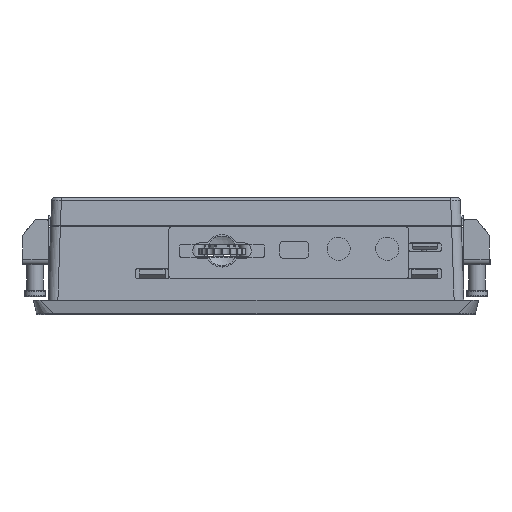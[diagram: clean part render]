
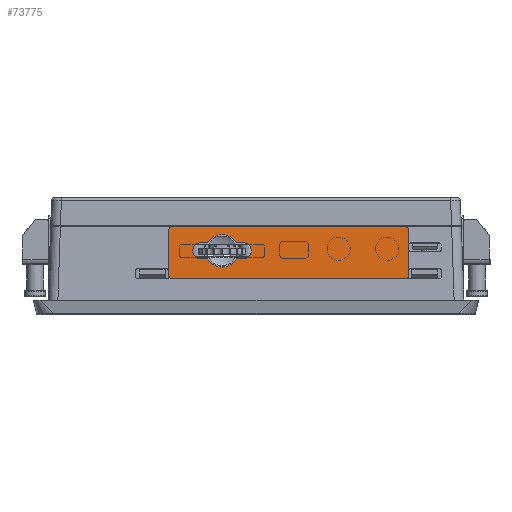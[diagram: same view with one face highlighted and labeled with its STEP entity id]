
A CAD part, left-side view. The second image highlights one B-rep face of the part: STEP entity #73775.
In plain terms, the highlighted planar face has unit normal (-0.999, 0, 0.035).
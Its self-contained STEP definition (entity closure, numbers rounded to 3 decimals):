
#4197=LINE('',#112863,#11892);
#4199=LINE('',#112876,#11894);
#4205=LINE('',#112891,#11900);
#4207=LINE('',#112904,#11902);
#5361=LINE('',#116660,#13056);
#5362=LINE('',#116664,#13057);
#5363=LINE('',#116668,#13058);
#5364=LINE('',#116671,#13059);
#11892=VECTOR('',#89080,10.);
#11894=VECTOR('',#89094,10.);
#11900=VECTOR('',#89108,10.);
#11902=VECTOR('',#89122,10.);
#13056=VECTOR('',#91636,10.);
#13057=VECTOR('',#91639,10.);
#13058=VECTOR('',#91642,10.);
#13059=VECTOR('',#91645,10.);
#18652=PLANE('',#78904);
#20351=FACE_BOUND('',#26827,.T.);
#22517=FACE_OUTER_BOUND('',#26826,.T.);
#26826=EDGE_LOOP('',(#58186,#58187,#58188,#58189,#58190,#58191,#58192,#58193));
#26827=EDGE_LOOP('',(#58194,#58195,#58196,#58197,#58198,#58199,#58200,#58201));
#30326=CIRCLE('',#78211,2.5);
#30330=CIRCLE('',#78217,5.);
#30332=CIRCLE('',#78221,2.5);
#30336=CIRCLE('',#78227,5.);
#30532=CIRCLE('',#78905,1.);
#30533=CIRCLE('',#78906,1.);
#30534=CIRCLE('',#78907,1.);
#30535=CIRCLE('',#78908,1.);
#33743=VERTEX_POINT('',#112857);
#33745=VERTEX_POINT('',#112861);
#33746=VERTEX_POINT('',#112865);
#33750=VERTEX_POINT('',#112875);
#33752=VERTEX_POINT('',#112881);
#33755=VERTEX_POINT('',#112888);
#33756=VERTEX_POINT('',#112893);
#33760=VERTEX_POINT('',#112903);
#34804=VERTEX_POINT('',#116656);
#34805=VERTEX_POINT('',#116657);
#34806=VERTEX_POINT('',#116659);
#34807=VERTEX_POINT('',#116661);
#34808=VERTEX_POINT('',#116663);
#34809=VERTEX_POINT('',#116665);
#34810=VERTEX_POINT('',#116667);
#34811=VERTEX_POINT('',#116669);
#42001=EDGE_CURVE('',#33743,#33745,#4197,.T.);
#42002=EDGE_CURVE('',#33743,#33746,#30326,.T.);
#42007=EDGE_CURVE('',#33750,#33746,#4199,.T.);
#42010=EDGE_CURVE('',#33752,#33750,#30330,.T.);
#42015=EDGE_CURVE('',#33755,#33752,#4205,.T.);
#42016=EDGE_CURVE('',#33755,#33756,#30332,.T.);
#42021=EDGE_CURVE('',#33760,#33756,#4207,.T.);
#42024=EDGE_CURVE('',#33745,#33760,#30336,.T.);
#43500=EDGE_CURVE('',#34804,#34805,#30532,.T.);
#43501=EDGE_CURVE('',#34804,#34806,#5361,.T.);
#43502=EDGE_CURVE('',#34807,#34806,#30533,.T.);
#43503=EDGE_CURVE('',#34807,#34808,#5362,.T.);
#43504=EDGE_CURVE('',#34809,#34808,#30534,.T.);
#43505=EDGE_CURVE('',#34809,#34810,#5363,.T.);
#43506=EDGE_CURVE('',#34811,#34810,#30535,.T.);
#43507=EDGE_CURVE('',#34811,#34805,#5364,.T.);
#58186=ORIENTED_EDGE('',*,*,#43500,.F.);
#58187=ORIENTED_EDGE('',*,*,#43501,.T.);
#58188=ORIENTED_EDGE('',*,*,#43502,.F.);
#58189=ORIENTED_EDGE('',*,*,#43503,.T.);
#58190=ORIENTED_EDGE('',*,*,#43504,.F.);
#58191=ORIENTED_EDGE('',*,*,#43505,.T.);
#58192=ORIENTED_EDGE('',*,*,#43506,.F.);
#58193=ORIENTED_EDGE('',*,*,#43507,.T.);
#58194=ORIENTED_EDGE('',*,*,#42024,.T.);
#58195=ORIENTED_EDGE('',*,*,#42021,.T.);
#58196=ORIENTED_EDGE('',*,*,#42016,.F.);
#58197=ORIENTED_EDGE('',*,*,#42015,.T.);
#58198=ORIENTED_EDGE('',*,*,#42010,.T.);
#58199=ORIENTED_EDGE('',*,*,#42007,.T.);
#58200=ORIENTED_EDGE('',*,*,#42002,.F.);
#58201=ORIENTED_EDGE('',*,*,#42001,.T.);
#73775=ADVANCED_FACE('',(#22517,#20351),#18652,.F.);
#78211=AXIS2_PLACEMENT_3D('',#112866,#89083,#89084);
#78217=AXIS2_PLACEMENT_3D('',#112882,#89099,#89100);
#78221=AXIS2_PLACEMENT_3D('',#112894,#89111,#89112);
#78227=AXIS2_PLACEMENT_3D('',#112909,#89127,#89128);
#78904=AXIS2_PLACEMENT_3D('',#116655,#91632,#91633);
#78905=AXIS2_PLACEMENT_3D('',#116658,#91634,#91635);
#78906=AXIS2_PLACEMENT_3D('',#116662,#91637,#91638);
#78907=AXIS2_PLACEMENT_3D('',#116666,#91640,#91641);
#78908=AXIS2_PLACEMENT_3D('',#116670,#91643,#91644);
#89080=DIRECTION('',(0.,1.,0.));
#89083=DIRECTION('center_axis',(-0.999,0.,
0.035));
#89084=DIRECTION('ref_axis',(-0.025,-0.707,-0.707));
#89094=DIRECTION('',(0.,-1.,0.));
#89099=DIRECTION('center_axis',(0.999,0.,
-0.035));
#89100=DIRECTION('ref_axis',(0.,-1.,0.));
#89108=DIRECTION('',(0.,-1.,0.));
#89111=DIRECTION('center_axis',(-0.999,0.,
0.035));
#89112=DIRECTION('ref_axis',(0.025,0.707,0.707));
#89122=DIRECTION('',(0.,1.,0.));
#89127=DIRECTION('center_axis',(0.999,0.,
-0.035));
#89128=DIRECTION('ref_axis',(0.,-1.,0.));
#91632=DIRECTION('center_axis',(0.999,0.,
-0.035));
#91633=DIRECTION('ref_axis',(0.,1.,0.));
#91634=DIRECTION('center_axis',(0.999,0.,
-0.035));
#91635=DIRECTION('ref_axis',(-0.025,-0.707,-0.707));
#91636=DIRECTION('',(0.035,0.,0.999));
#91637=DIRECTION('center_axis',(0.999,0.,
-0.035));
#91638=DIRECTION('ref_axis',(0.025,-0.707,0.707));
#91639=DIRECTION('',(0.,1.,0.));
#91640=DIRECTION('center_axis',(0.999,0.,
-0.035));
#91641=DIRECTION('ref_axis',(0.025,0.707,0.707));
#91642=DIRECTION('',(-0.035,0.,-0.999));
#91643=DIRECTION('center_axis',(0.999,0.,
-0.035));
#91644=DIRECTION('ref_axis',(-0.025,0.707,-0.707));
#91645=DIRECTION('',(0.,-1.,0.));
#112857=CARTESIAN_POINT('',(-91.246,3.96,12.663));
#112861=CARTESIAN_POINT('',(-91.246,6.13,12.663));
#112863=CARTESIAN_POINT('',(-91.246,4.685,12.663));
#112865=CARTESIAN_POINT('',(-91.071,3.96,17.66));
#112866=CARTESIAN_POINT('Origin',(-91.159,3.96,15.161));
#112875=CARTESIAN_POINT('',(-91.071,6.13,17.66));
#112876=CARTESIAN_POINT('',(-91.071,-4.315,17.66));
#112881=CARTESIAN_POINT('',(-91.071,14.79,17.66));
#112882=CARTESIAN_POINT('Origin',(-91.159,10.46,15.161));
#112888=CARTESIAN_POINT('',(-91.071,16.96,17.66));
#112891=CARTESIAN_POINT('',(-91.071,-4.315,17.66));
#112893=CARTESIAN_POINT('',(-91.246,16.96,12.663));
#112894=CARTESIAN_POINT('Origin',(-91.159,16.96,15.161));
#112903=CARTESIAN_POINT('',(-91.246,14.79,12.663));
#112904=CARTESIAN_POINT('',(-91.246,4.685,12.663));
#112909=CARTESIAN_POINT('Origin',(-91.159,10.46,15.161));
#116655=CARTESIAN_POINT('Origin',(-91.181,-10.09,14.511));
#116656=CARTESIAN_POINT('',(-91.426,-46.99,7.516));
#116657=CARTESIAN_POINT('',(-91.461,-45.99,6.516));
#116658=CARTESIAN_POINT('Origin',(-91.426,-45.99,7.516));
#116659=CARTESIAN_POINT('',(-90.937,-46.99,21.507));
#116660=CARTESIAN_POINT('',(-91.461,-46.99,6.516));
#116661=CARTESIAN_POINT('',(-90.902,-45.99,22.507));
#116662=CARTESIAN_POINT('Origin',(-90.937,-45.99,21.507));
#116663=CARTESIAN_POINT('',(-90.902,25.81,22.507));
#116664=CARTESIAN_POINT('',(-90.902,-46.99,22.507));
#116665=CARTESIAN_POINT('',(-90.937,26.81,21.507));
#116666=CARTESIAN_POINT('Origin',(-90.937,25.81,21.507));
#116667=CARTESIAN_POINT('',(-91.426,26.81,7.516));
#116668=CARTESIAN_POINT('',(-90.902,26.81,22.507));
#116669=CARTESIAN_POINT('',(-91.461,25.81,6.516));
#116670=CARTESIAN_POINT('Origin',(-91.426,25.81,7.516));
#116671=CARTESIAN_POINT('',(-91.461,26.81,6.516));
